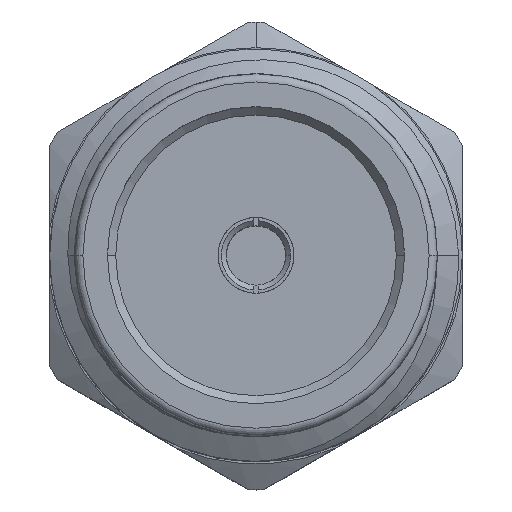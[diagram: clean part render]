
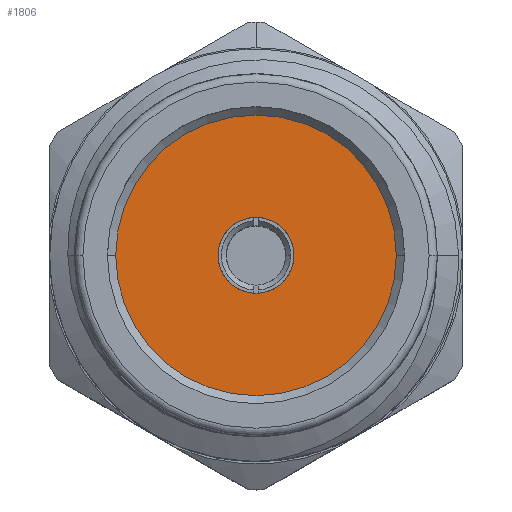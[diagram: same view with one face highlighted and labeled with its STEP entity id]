
A CAD part, top view. The second image highlights one B-rep face of the part: STEP entity #1806.
In plain terms, the highlighted face is planar.
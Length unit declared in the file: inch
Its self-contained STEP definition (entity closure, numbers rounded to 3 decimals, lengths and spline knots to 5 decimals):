
#46 = CARTESIAN_POINT ( 'NONE',  ( 0.075, 0., 0.085 ) ) ;
#58 = EDGE_LOOP ( 'NONE', ( #3316, #1483 ) ) ;
#118 = AXIS2_PLACEMENT_3D ( 'NONE', #883, #2553, #3173 ) ;
#244 = AXIS2_PLACEMENT_3D ( 'NONE', #3667, #3313, #2108 ) ;
#256 = CIRCLE ( 'NONE', #781, 0.085 ) ;
#279 = EDGE_CURVE ( 'NONE', #2904, #2647, #3970, .T. ) ;
#331 = CARTESIAN_POINT ( 'NONE',  ( 0.075, 0., 0. ) ) ;
#781 = AXIS2_PLACEMENT_3D ( 'NONE', #331, #1222, #3143 ) ;
#883 = CARTESIAN_POINT ( 'NONE',  ( 0.075, 0., 0. ) ) ;
#1002 = FACE_BOUND ( 'NONE', #3187, .T. ) ;
#1060 = DIRECTION ( 'NONE',  ( -1., 0., 0. ) ) ;
#1130 = DIRECTION ( 'NONE',  ( 0., 0., 1. ) ) ;
#1222 = DIRECTION ( 'NONE',  ( -1., 0., 0. ) ) ;
#1434 = CARTESIAN_POINT ( 'NONE',  ( 0.075, 0., -0.085 ) ) ;
#1483 = ORIENTED_EDGE ( 'NONE', *, *, #3501, .T. ) ;
#1608 = EDGE_CURVE ( 'NONE', #3090, #3355, #3710, .T. ) ;
#1611 = DIRECTION ( 'NONE',  ( 0., 0., 1. ) ) ;
#1806 = ADVANCED_FACE ( 'NONE', ( #1002, #2303 ), #3560, .T. ) ;
#1814 = EDGE_CURVE ( 'NONE', #3355, #3090, #3582, .T. ) ;
#2108 = DIRECTION ( 'NONE',  ( 0., 0., 1. ) ) ;
#2303 = FACE_OUTER_BOUND ( 'NONE', #58, .T. ) ;
#2553 = DIRECTION ( 'NONE',  ( -1., 0., 0. ) ) ;
#2644 = CARTESIAN_POINT ( 'NONE',  ( 0.075, 0., 0.023 ) ) ;
#2647 = VERTEX_POINT ( 'NONE', #1434 ) ;
#2694 = DIRECTION ( 'NONE',  ( -1., 0., 0. ) ) ;
#2904 = VERTEX_POINT ( 'NONE', #46 ) ;
#3090 = VERTEX_POINT ( 'NONE', #3395 ) ;
#3143 = DIRECTION ( 'NONE',  ( 0., 0., 1. ) ) ;
#3173 = DIRECTION ( 'NONE',  ( 0., 0., 1. ) ) ;
#3187 = EDGE_LOOP ( 'NONE', ( #3811, #3980 ) ) ;
#3313 = DIRECTION ( 'NONE',  ( -1., 0., 0. ) ) ;
#3316 = ORIENTED_EDGE ( 'NONE', *, *, #279, .T. ) ;
#3355 = VERTEX_POINT ( 'NONE', #2644 ) ;
#3392 = CARTESIAN_POINT ( 'NONE',  ( 0.075, 0., 0. ) ) ;
#3395 = CARTESIAN_POINT ( 'NONE',  ( 0.075, 0., -0.023 ) ) ;
#3501 = EDGE_CURVE ( 'NONE', #2647, #2904, #256, .T. ) ;
#3560 = PLANE ( 'NONE',  #3841 ) ;
#3582 = CIRCLE ( 'NONE', #244, 0.023 ) ;
#3667 = CARTESIAN_POINT ( 'NONE',  ( 0.075, 0., 0. ) ) ;
#3710 = CIRCLE ( 'NONE', #118, 0.023 ) ;
#3783 = AXIS2_PLACEMENT_3D ( 'NONE', #3804, #1060, #1611 ) ;
#3804 = CARTESIAN_POINT ( 'NONE',  ( 0.075, 0., 0. ) ) ;
#3811 = ORIENTED_EDGE ( 'NONE', *, *, #1814, .F. ) ;
#3841 = AXIS2_PLACEMENT_3D ( 'NONE', #3392, #2694, #1130 ) ;
#3970 = CIRCLE ( 'NONE', #3783, 0.085 ) ;
#3980 = ORIENTED_EDGE ( 'NONE', *, *, #1608, .F. ) ;
